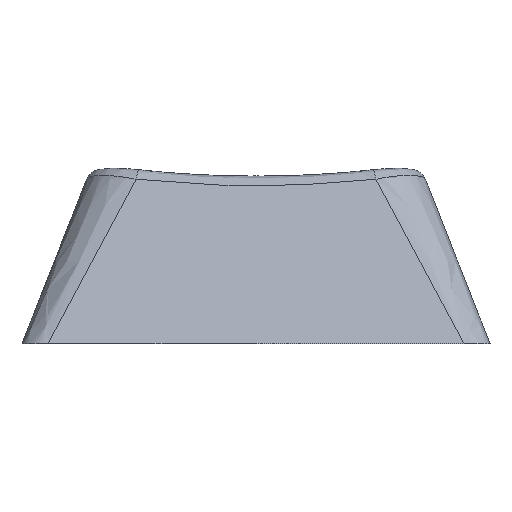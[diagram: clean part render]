
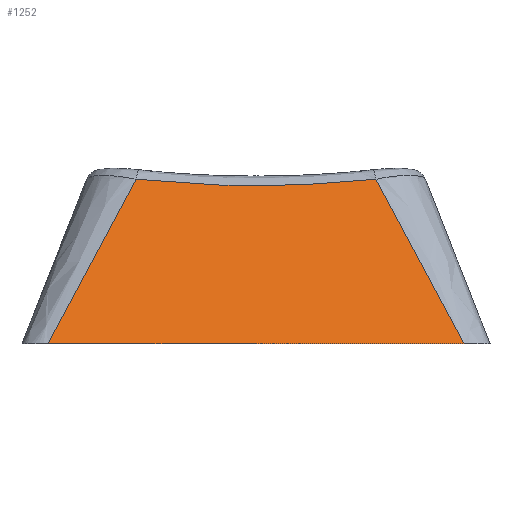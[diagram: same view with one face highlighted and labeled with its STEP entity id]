
A CAD part, left-side view. The second image highlights one B-rep face of the part: STEP entity #1252.
In plain terms, the highlighted free-form (B-spline) face has degree [1, 1] with [2, 2] control points.
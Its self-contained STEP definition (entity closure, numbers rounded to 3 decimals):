
#786 = EDGE_CURVE('',#787,#789,#791,.T.);
#787 = VERTEX_POINT('',#788);
#788 = CARTESIAN_POINT('',(-9.,-8.,-7.));
#789 = VERTEX_POINT('',#790);
#790 = CARTESIAN_POINT('',(-9.,8.,-7.));
#791 = LINE('',#792,#793);
#792 = CARTESIAN_POINT('',(-9.,-8.,-7.));
#793 = VECTOR('',#794,1.);
#794 = DIRECTION('',(0.,1.,0.));
#1252 = ADVANCED_FACE('',(#1253),#1305,.T.);
#1253 = FACE_BOUND('',#1254,.T.);
#1254 = EDGE_LOOP('',(#1255,#1262,#1299,#1304));
#1255 = ORIENTED_EDGE('',*,*,#1256,.F.);
#1256 = EDGE_CURVE('',#1257,#787,#1259,.T.);
#1257 = VERTEX_POINT('',#1258);
#1258 = CARTESIAN_POINT('',(-6.515,-4.612,
    -0.675));
#1259 = B_SPLINE_CURVE_WITH_KNOTS('',1,(#1260,#1261),.UNSPECIFIED.,.F.,
  .F.,(2,2),(0.,1.),.PIECEWISE_BEZIER_KNOTS.);
#1260 = CARTESIAN_POINT('',(-6.25,-4.25,0.));
#1261 = CARTESIAN_POINT('',(-9.,-8.,-7.));
#1262 = ORIENTED_EDGE('',*,*,#1263,.F.);
#1263 = EDGE_CURVE('',#1264,#1257,#1266,.T.);
#1264 = VERTEX_POINT('',#1265);
#1265 = CARTESIAN_POINT('',(-6.515,4.612,
    -0.675));
#1266 = ( BOUNDED_CURVE() B_SPLINE_CURVE(6,(#1267,#1268,#1269,#1270,
    #1271,#1272,#1273,#1274,#1275,#1276,#1277,#1278,#1279,#1280,#1281,
    #1282,#1283,#1284,#1285,#1286,#1287,#1288,#1289,#1290,#1291,#1292,
    #1293,#1294,#1295,#1296,#1297,#1298),.UNSPECIFIED.,.F.,.F.) 
B_SPLINE_CURVE_WITH_KNOTS((7,5,5,5,5,5,7),(19.135,
    19.304,21.481,23.661,25.847,
28.018,28.187),.UNSPECIFIED.) CURVE() 
GEOMETRIC_REPRESENTATION_ITEM() RATIONAL_B_SPLINE_CURVE((1.,1.,1.,1.,1.,
    1.,1.,1.,1.,1.,1.,1.,1.,1.,1.,1.,1.,1.,1.,1.,1.,1.,1.,1.,1.,1.,1.,1.
,1.,1.,1.,1.)) REPRESENTATION_ITEM('') );
#1267 = CARTESIAN_POINT('',(-6.515,4.612,
    -0.675));
#1268 = CARTESIAN_POINT('',(-6.517,4.583,
    -0.678));
#1269 = CARTESIAN_POINT('',(-6.518,4.553,
    -0.682));
#1270 = CARTESIAN_POINT('',(-6.519,4.525,
    -0.685));
#1271 = CARTESIAN_POINT('',(-6.52,4.496,
    -0.688));
#1272 = CARTESIAN_POINT('',(-6.521,4.468,
    -0.691));
#1273 = CARTESIAN_POINT('',(-6.537,4.082,
    -0.732));
#1274 = CARTESIAN_POINT('',(-6.551,3.724,-0.765
    ));
#1275 = CARTESIAN_POINT('',(-6.563,3.361,
    -0.796));
#1276 = CARTESIAN_POINT('',(-6.573,2.996,
    -0.823));
#1277 = CARTESIAN_POINT('',(-6.583,2.627,
    -0.847));
#1278 = CARTESIAN_POINT('',(-6.598,1.884,
    -0.886));
#1279 = CARTESIAN_POINT('',(-6.604,1.509,
    -0.902));
#1280 = CARTESIAN_POINT('',(-6.609,1.133,
    -0.914));
#1281 = CARTESIAN_POINT('',(-6.612,0.756,
    -0.922));
#1282 = CARTESIAN_POINT('',(-6.614,0.378,
    -0.926));
#1283 = CARTESIAN_POINT('',(-6.614,-0.379,
    -0.926));
#1284 = CARTESIAN_POINT('',(-6.612,-0.758,
    -0.922));
#1285 = CARTESIAN_POINT('',(-6.609,-1.136,
    -0.914));
#1286 = CARTESIAN_POINT('',(-6.604,-1.513,
    -0.902));
#1287 = CARTESIAN_POINT('',(-6.598,-1.889,
    -0.886));
#1288 = CARTESIAN_POINT('',(-6.583,-2.632,
    -0.847));
#1289 = CARTESIAN_POINT('',(-6.573,-3.,
    -0.823));
#1290 = CARTESIAN_POINT('',(-6.563,-3.364,
    -0.796));
#1291 = CARTESIAN_POINT('',(-6.551,-3.726,
    -0.765));
#1292 = CARTESIAN_POINT('',(-6.537,-4.083,
    -0.732));
#1293 = CARTESIAN_POINT('',(-6.521,-4.468,
    -0.691));
#1294 = CARTESIAN_POINT('',(-6.52,-4.496,
    -0.688));
#1295 = CARTESIAN_POINT('',(-6.519,-4.525,
    -0.685));
#1296 = CARTESIAN_POINT('',(-6.518,-4.553,
    -0.682));
#1297 = CARTESIAN_POINT('',(-6.517,-4.583,
    -0.678));
#1298 = CARTESIAN_POINT('',(-6.515,-4.612,
    -0.675));
#1299 = ORIENTED_EDGE('',*,*,#1300,.T.);
#1300 = EDGE_CURVE('',#1264,#789,#1301,.T.);
#1301 = B_SPLINE_CURVE_WITH_KNOTS('',1,(#1302,#1303),.UNSPECIFIED.,.F.,
  .F.,(2,2),(0.,1.),.PIECEWISE_BEZIER_KNOTS.);
#1302 = CARTESIAN_POINT('',(-6.25,4.25,0.));
#1303 = CARTESIAN_POINT('',(-9.,8.,-7.));
#1304 = ORIENTED_EDGE('',*,*,#786,.F.);
#1305 = B_SPLINE_SURFACE_WITH_KNOTS('',1,1,(
    (#1306,#1307)
    ,(#1308,#1309
    )),.UNSPECIFIED.,.F.,.F.,.F.,(2,2),(2,2),(0.,16.),(0.,1.),
  .PIECEWISE_BEZIER_KNOTS.);
#1306 = CARTESIAN_POINT('',(-6.25,-4.25,0.));
#1307 = CARTESIAN_POINT('',(-9.,-8.,-7.));
#1308 = CARTESIAN_POINT('',(-6.25,4.25,0.));
#1309 = CARTESIAN_POINT('',(-9.,8.,-7.));
